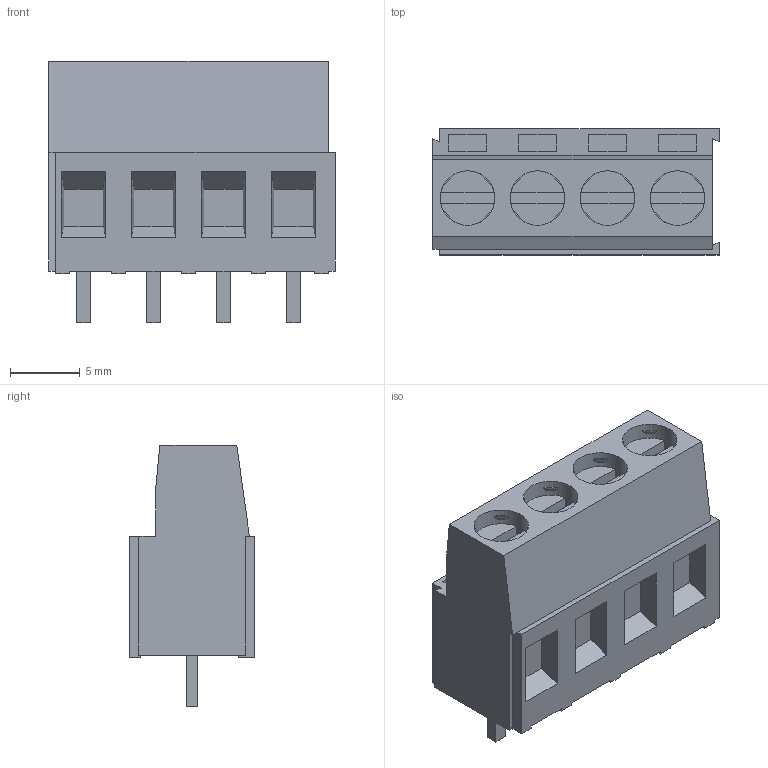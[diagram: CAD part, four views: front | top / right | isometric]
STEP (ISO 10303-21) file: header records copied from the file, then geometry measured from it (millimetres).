
FILE_DESCRIPTION((''),'2;1');
FILE_NAME('C-796682-4','2015-01-14T',('workeradm'),('Tyco Electronics Ltd.'),'PRO/ENGINEER BY PARAMETRIC TECHNOLOGY CORPORATION, 2014090','PRO/ENGINEER BY PARAMETRIC TECHNOLOGY CORPORATION, 2014090','');
FILE_SCHEMA(('AUTOMOTIVE_DESIGN { 1 0 10303 214 1 1 1 1 }'));
Length unit declared in the file: millimetre
Products named in the file (1): C-796682-4
Bounding box: 20.5 x 9 x 18.7 mm (x, y, z)
Volume: 2201.6 mm3; surface area: 1438.2 mm2
Topology: 1 solids, 1 shells, 178 faces, 431 edges, 287 vertices
Faces by surface type: plane 154, bspline 16, cylinder 8
Entity records: 5695 total; most frequent: CARTESIAN_POINT 1362, ORIENTED_EDGE 862, DIRECTION 803, EDGE_CURVE 431, VECTOR 351, LINE 351, VERTEX_POINT 287, AXIS2_PLACEMENT_3D 226
